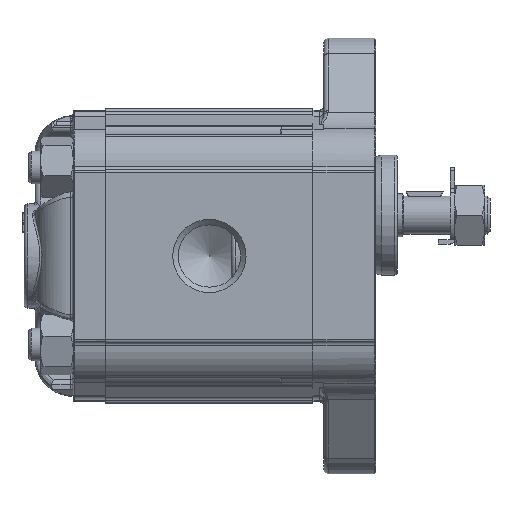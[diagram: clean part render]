
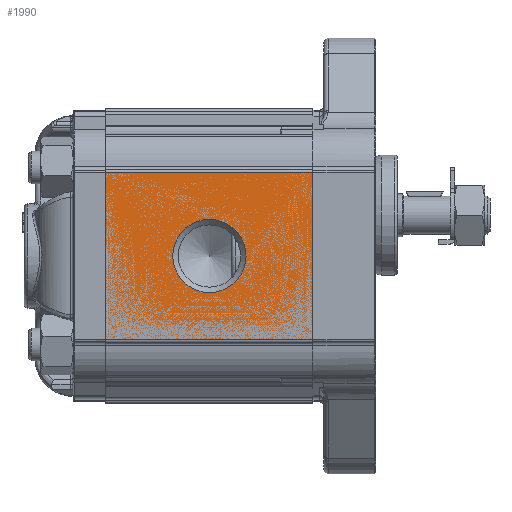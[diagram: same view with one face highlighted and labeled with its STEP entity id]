
A CAD part, left-side view. The second image highlights one B-rep face of the part: STEP entity #1990.
In plain terms, the highlighted face is planar.
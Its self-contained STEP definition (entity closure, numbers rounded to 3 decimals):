
#1990 = ADVANCED_FACE( '', ( #5366, #5367 ), #5368, .T. );
#5366 = FACE_BOUND( '', #10891, .T. );
#5367 = FACE_OUTER_BOUND( '', #10892, .T. );
#5368 = PLANE( '', #10893 );
#10891 = EDGE_LOOP( '', ( #19352 ) );
#10892 = EDGE_LOOP( '', ( #19353, #19354, #19355, #19356 ) );
#10893 = AXIS2_PLACEMENT_3D( '', #19357, #19358, #19359 );
#19352 = ORIENTED_EDGE( '', *, *, #32996, .T. );
#19353 = ORIENTED_EDGE( '', *, *, #32997, .F. );
#19354 = ORIENTED_EDGE( '', *, *, #32998, .F. );
#19355 = ORIENTED_EDGE( '', *, *, #32999, .T. );
#19356 = ORIENTED_EDGE( '', *, *, #33000, .T. );
#19357 = CARTESIAN_POINT( '', ( 25., 38., -15.418 ) );
#19358 = DIRECTION( '', ( 1., 0., 0. ) );
#19359 = DIRECTION( '', ( 0., 0., -1. ) );
#32996 = EDGE_CURVE( '', #39444, #39444, #39445, .F. );
#32997 = EDGE_CURVE( '', #39446, #39447, #39448, .T. );
#32998 = EDGE_CURVE( '', #39449, #39446, #39450, .T. );
#32999 = EDGE_CURVE( '', #39449, #39451, #39452, .T. );
#33000 = EDGE_CURVE( '', #39451, #39447, #39453, .T. );
#39444 = VERTEX_POINT( '', #49761 );
#39445 = CIRCLE( '', #49762, 6.723 );
#39446 = VERTEX_POINT( '', #49763 );
#39447 = VERTEX_POINT( '', #49764 );
#39448 = LINE( '', #49765, #49766 );
#39449 = VERTEX_POINT( '', #49767 );
#39450 = LINE( '', #49768, #49769 );
#39451 = VERTEX_POINT( '', #49770 );
#39452 = LINE( '', #49771, #49772 );
#39453 = LINE( '', #49773, #49774 );
#49761 = CARTESIAN_POINT( '', ( 25., 19., -6.722 ) );
#49762 = AXIS2_PLACEMENT_3D( '', #63450, #63451, #63452 );
#49763 = CARTESIAN_POINT( '', ( 25., 0., -15.418 ) );
#49764 = CARTESIAN_POINT( '', ( 25., 0., 15.418 ) );
#49765 = CARTESIAN_POINT( '', ( 25., 0., -15.418 ) );
#49766 = VECTOR( '', #63453, 1000. );
#49767 = CARTESIAN_POINT( '', ( 25., 38., -15.418 ) );
#49768 = CARTESIAN_POINT( '', ( 25., 38., -15.418 ) );
#49769 = VECTOR( '', #63454, 1000. );
#49770 = CARTESIAN_POINT( '', ( 25., 38., 15.418 ) );
#49771 = CARTESIAN_POINT( '', ( 25., 38., -15.418 ) );
#49772 = VECTOR( '', #63455, 1000. );
#49773 = CARTESIAN_POINT( '', ( 25., 38., 15.418 ) );
#49774 = VECTOR( '', #63456, 1000. );
#63450 = CARTESIAN_POINT( '', ( 25., 19., 0. ) );
#63451 = DIRECTION( '', ( 1., 0., 0. ) );
#63452 = DIRECTION( '', ( 0., 0., -1. ) );
#63453 = DIRECTION( '', ( 0., 0., 1. ) );
#63454 = DIRECTION( '', ( 0., -1., 0. ) );
#63455 = DIRECTION( '', ( 0., 0., 1. ) );
#63456 = DIRECTION( '', ( 0., -1., 0. ) );
